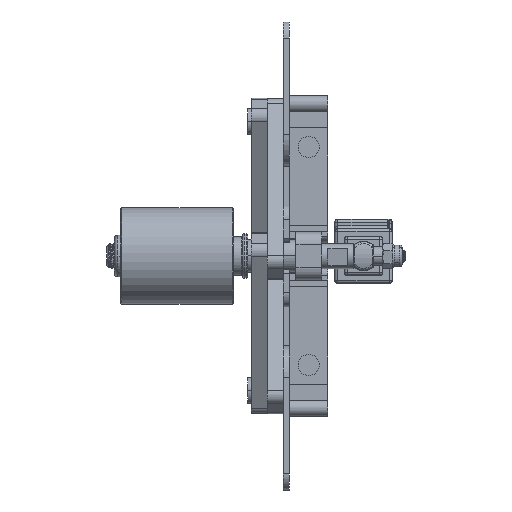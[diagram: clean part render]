
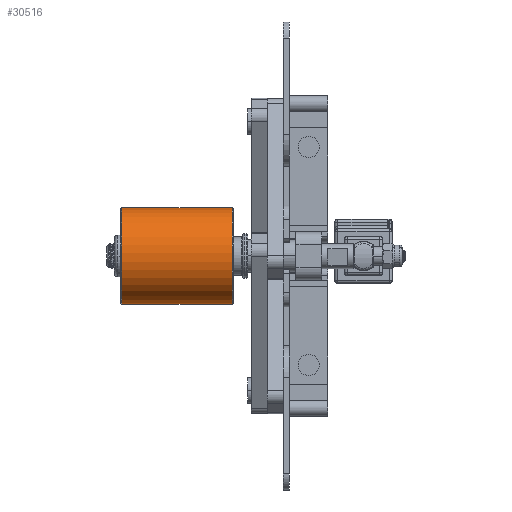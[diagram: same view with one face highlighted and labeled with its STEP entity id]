
A CAD part, left-side view. The second image highlights one B-rep face of the part: STEP entity #30516.
In plain terms, the highlighted cylindrical face has radius 15 mm (diameter 30 mm), a partial arc.
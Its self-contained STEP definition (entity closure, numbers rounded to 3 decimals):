
#2638 = DIRECTION ( 'NONE',  ( 0., -1., 0. ) ) ;
#2963 = ORIENTED_EDGE ( 'NONE', *, *, #36414, .T. ) ;
#10044 = LINE ( 'NONE', #65547, #61378 ) ;
#10297 = EDGE_CURVE ( 'NONE', #32897, #51761, #10044, .T. ) ;
#11334 = AXIS2_PLACEMENT_3D ( 'NONE', #70901, #58706, #64228 ) ;
#14790 = CARTESIAN_POINT ( 'NONE',  ( 0., 17.25, -15. ) ) ;
#23558 = DIRECTION ( 'NONE',  ( 0., 0., 1. ) ) ;
#24396 = AXIS2_PLACEMENT_3D ( 'NONE', #46780, #36122, #23558 ) ;
#30516 = ADVANCED_FACE ( 'NONE', ( #74879 ), #70143, .T. ) ;
#32897 = VERTEX_POINT ( 'NONE', #14790 ) ;
#34626 = DIRECTION ( 'NONE',  ( 0., -1., 0. ) ) ;
#35007 = AXIS2_PLACEMENT_3D ( 'NONE', #35394, #34626, #70852 ) ;
#35394 = CARTESIAN_POINT ( 'NONE',  ( 0., 17.25, 0. ) ) ;
#36122 = DIRECTION ( 'NONE',  ( 0., 1., 0. ) ) ;
#36414 = EDGE_CURVE ( 'NONE', #51230, #51761, #70951, .T. ) ;
#37309 = CARTESIAN_POINT ( 'NONE',  ( 0., -17.25, 15. ) ) ;
#39878 = VERTEX_POINT ( 'NONE', #72762 ) ;
#41598 = VECTOR ( 'NONE', #2638, 1000. ) ;
#43224 = CARTESIAN_POINT ( 'NONE',  ( 0., 17.5, 15. ) ) ;
#46780 = CARTESIAN_POINT ( 'NONE',  ( 0., -17.25, 0. ) ) ;
#49378 = ORIENTED_EDGE ( 'NONE', *, *, #66227, .T. ) ;
#51230 = VERTEX_POINT ( 'NONE', #37309 ) ;
#51291 = EDGE_CURVE ( 'NONE', #39878, #51230, #56598, .T. ) ;
#51761 = VERTEX_POINT ( 'NONE', #55130 ) ;
#55105 = CIRCLE ( 'NONE', #35007, 15. ) ;
#55130 = CARTESIAN_POINT ( 'NONE',  ( 0., -17.25, -15. ) ) ;
#56598 = LINE ( 'NONE', #43224, #41598 ) ;
#58706 = DIRECTION ( 'NONE',  ( 0., -1., 0. ) ) ;
#59644 = DIRECTION ( 'NONE',  ( 0., -1., 0. ) ) ;
#59701 = EDGE_LOOP ( 'NONE', ( #49378, #75855, #2963, #65964 ) ) ;
#61378 = VECTOR ( 'NONE', #59644, 1000. ) ;
#64228 = DIRECTION ( 'NONE',  ( 0., 0., -1. ) ) ;
#65547 = CARTESIAN_POINT ( 'NONE',  ( 0., 17.5, -15. ) ) ;
#65964 = ORIENTED_EDGE ( 'NONE', *, *, #10297, .F. ) ;
#66227 = EDGE_CURVE ( 'NONE', #32897, #39878, #55105, .T. ) ;
#70143 = CYLINDRICAL_SURFACE ( 'NONE', #11334, 15. ) ;
#70852 = DIRECTION ( 'NONE',  ( 0., 0., 1. ) ) ;
#70901 = CARTESIAN_POINT ( 'NONE',  ( 0., 17.5, 0. ) ) ;
#70951 = CIRCLE ( 'NONE', #24396, 15. ) ;
#72762 = CARTESIAN_POINT ( 'NONE',  ( 0., 17.25, 15. ) ) ;
#74879 = FACE_OUTER_BOUND ( 'NONE', #59701, .T. ) ;
#75855 = ORIENTED_EDGE ( 'NONE', *, *, #51291, .T. ) ;
